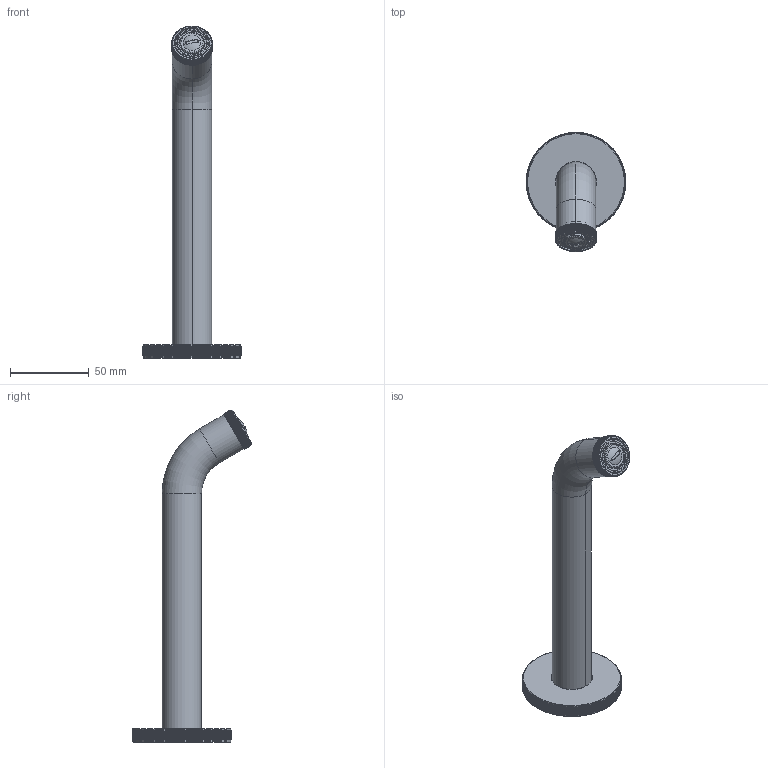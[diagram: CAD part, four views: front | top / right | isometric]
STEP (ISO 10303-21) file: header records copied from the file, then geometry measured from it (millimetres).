
FILE_DESCRIPTION (( 'STEP AP203' ), '1' );
FILE_NAME ('412-0810 Milli Etch Wall Basin Bath Outlet 200mm.STEP', '2024-10-17T00:59:26', ( '' ), ( '' ), 'SwSTEP 2.0', 'SolidWorks 2021', '' );
FILE_SCHEMA (( 'CONFIG_CONTROL_DESIGN' ));
Products named in the file (1): 412-0810 Milli Etch Wall Basin Bath Outlet 200mm
Bounding box: 63 x 75.92 x 210.53 mm (x, y, z)
Volume: 33839.3 mm3; surface area: 46425.1 mm2
Topology: 6 solids, 6 shells, 9589 faces, 19897 edges, 10336 vertices
Faces by surface type: plane 3945, cone 3528, cylinder 2013, torus 101, sphere 2
Entity records: 250736 total; most frequent: CARTESIAN_POINT 63201, ORIENTED_EDGE 39794, DIRECTION 37411, EDGE_CURVE 19897, AXIS2_PLACEMENT_3D 15710, VERTEX_POINT 10336, EDGE_LOOP 9615, FACE_OUTER_BOUND 9589
